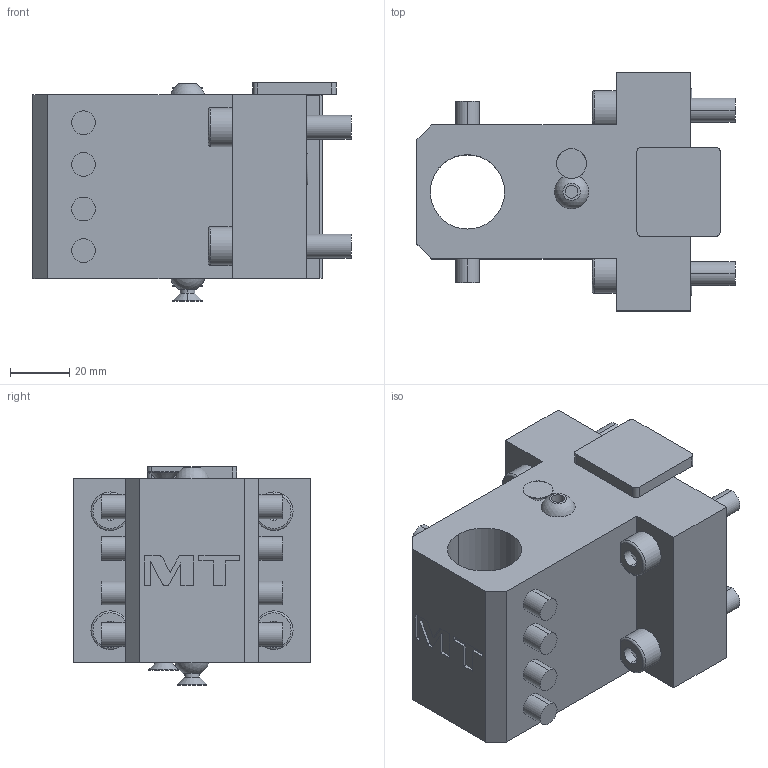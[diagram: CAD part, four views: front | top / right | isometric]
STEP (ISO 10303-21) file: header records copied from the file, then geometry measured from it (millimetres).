
FILE_DESCRIPTION((''),'2;1');
FILE_NAME('NKM0112560_CONF','2023-03-14T09:32:40',('smalpassi'),('M.T. srl'),'CREO PARAMETRIC BY PTC INC, 2021072','CREO PARAMETRIC BY PTC INC, 2021072','');
FILE_SCHEMA(('CONFIG_CONTROL_DESIGN'));
Length unit declared in the file: millimetre
Products named in the file (1): NKM0112560_CONF
Bounding box: 107 x 80 x 73.55 mm (x, y, z)
Volume: 299480.1 mm3; surface area: 41976.2 mm2
Topology: 1 solids, 1 shells, 156 faces, 393 edges, 254 vertices
Faces by surface type: plane 78, cylinder 52, cone 14, torus 8, sphere 2, extrusion 2
Entity records: 4861 total; most frequent: CARTESIAN_POINT 1001, DIRECTION 807, ORIENTED_EDGE 770, EDGE_CURVE 385, AXIS2_PLACEMENT_3D 286, VERTEX_POINT 254, VECTOR 235, LINE 233
